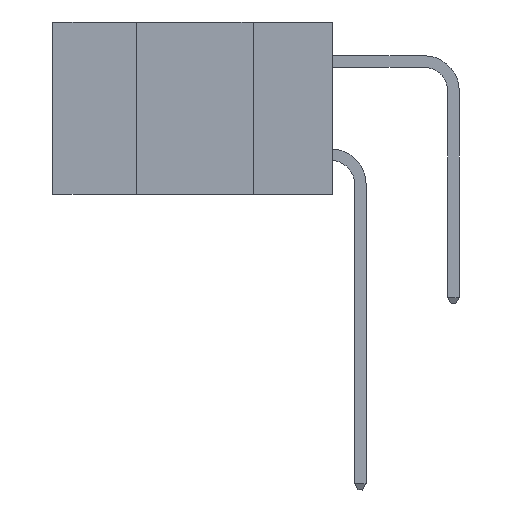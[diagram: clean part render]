
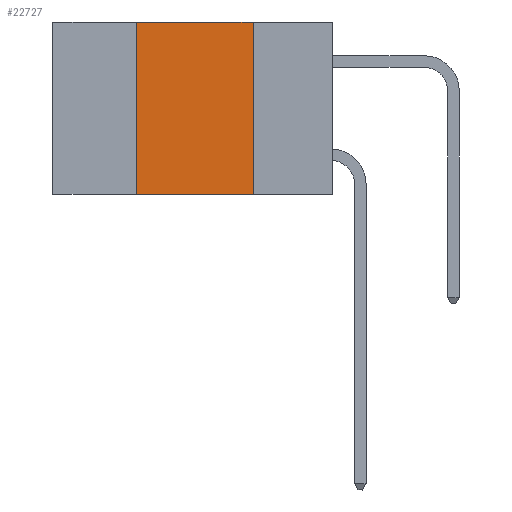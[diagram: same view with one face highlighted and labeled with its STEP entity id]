
A CAD part, left-side view. The second image highlights one B-rep face of the part: STEP entity #22727.
In plain terms, the highlighted planar face has unit normal (-1, 0, 0).
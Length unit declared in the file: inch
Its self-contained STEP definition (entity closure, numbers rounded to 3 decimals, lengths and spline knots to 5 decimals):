
#53 = DIRECTION ( 'NONE',  ( 0., 0., 1. ) ) ;
#754 = CARTESIAN_POINT ( 'NONE',  ( 0., 0.17, 0. ) ) ;
#857 = VERTEX_POINT ( 'NONE', #11334 ) ;
#3465 = FACE_OUTER_BOUND ( 'NONE', #14364, .T. ) ;
#4842 = CARTESIAN_POINT ( 'NONE',  ( 0., 0.6, 0. ) ) ;
#5066 = VERTEX_POINT ( 'NONE', #14110 ) ;
#5119 = LINE ( 'NONE', #4842, #14797 ) ;
#7043 = LINE ( 'NONE', #9396, #11296 ) ;
#7364 = EDGE_CURVE ( 'NONE', #8638, #857, #5119, .T. ) ;
#8638 = VERTEX_POINT ( 'NONE', #10243 ) ;
#8751 = PLANE ( 'NONE',  #21814 ) ;
#8942 = EDGE_CURVE ( 'NONE', #857, #21352, #9500, .T. ) ;
#9247 = ORIENTED_EDGE ( 'NONE', *, *, #12595, .F. ) ;
#9396 = CARTESIAN_POINT ( 'NONE',  ( 0., 0.42, 0. ) ) ;
#9500 = LINE ( 'NONE', #754, #18551 ) ;
#10243 = CARTESIAN_POINT ( 'NONE',  ( 0., 0.42, 0. ) ) ;
#10364 = ORIENTED_EDGE ( 'NONE', *, *, #16229, .T. ) ;
#10562 = DIRECTION ( 'NONE',  ( 0., 0., -1. ) ) ;
#11270 = VECTOR ( 'NONE', #14942, 39.37008 ) ;
#11296 = VECTOR ( 'NONE', #53, 39.37008 ) ;
#11334 = CARTESIAN_POINT ( 'NONE',  ( 0., 0.17, 0. ) ) ;
#11847 = LINE ( 'NONE', #18577, #11270 ) ;
#12595 = EDGE_CURVE ( 'NONE', #5066, #8638, #7043, .T. ) ;
#14110 = CARTESIAN_POINT ( 'NONE',  ( 0., 0.42, -0.37 ) ) ;
#14364 = EDGE_LOOP ( 'NONE', ( #16606, #22419, #9247, #10364 ) ) ;
#14797 = VECTOR ( 'NONE', #16211, 39.37008 ) ;
#14942 = DIRECTION ( 'NONE',  ( 0., -1., 0. ) ) ;
#15462 = DIRECTION ( 'NONE',  ( 0., 0., -1. ) ) ;
#16211 = DIRECTION ( 'NONE',  ( 0., -1., 0. ) ) ;
#16229 = EDGE_CURVE ( 'NONE', #5066, #21352, #11847, .T. ) ;
#16606 = ORIENTED_EDGE ( 'NONE', *, *, #8942, .F. ) ;
#18551 = VECTOR ( 'NONE', #15462, 39.37008 ) ;
#18577 = CARTESIAN_POINT ( 'NONE',  ( 0., 0.6, -0.37 ) ) ;
#19584 = CARTESIAN_POINT ( 'NONE',  ( 0., 0.6, 0. ) ) ;
#21340 = DIRECTION ( 'NONE',  ( 1., 0., 0. ) ) ;
#21352 = VERTEX_POINT ( 'NONE', #22988 ) ;
#21814 = AXIS2_PLACEMENT_3D ( 'NONE', #19584, #21340, #10562 ) ;
#22419 = ORIENTED_EDGE ( 'NONE', *, *, #7364, .F. ) ;
#22727 = ADVANCED_FACE ( 'NONE', ( #3465 ), #8751, .F. ) ;
#22988 = CARTESIAN_POINT ( 'NONE',  ( 0., 0.17, -0.37 ) ) ;
